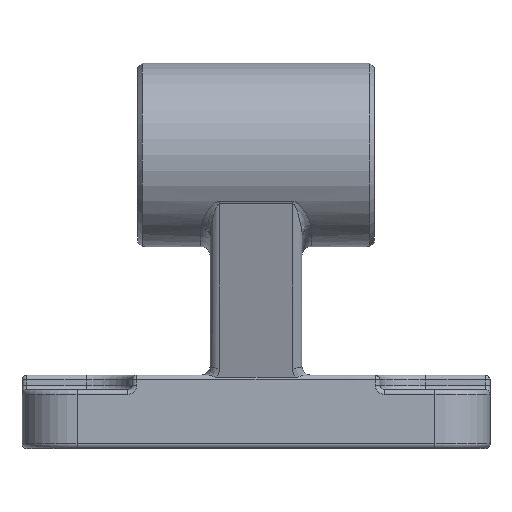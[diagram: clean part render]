
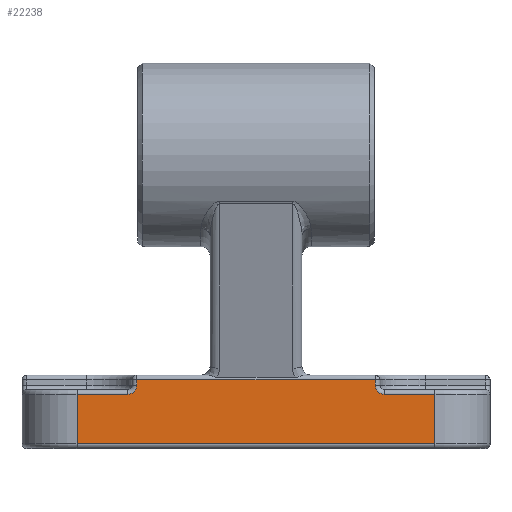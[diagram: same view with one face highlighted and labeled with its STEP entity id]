
A CAD part, top view. The second image highlights one B-rep face of the part: STEP entity #22238.
In plain terms, the highlighted planar face has unit normal (0, 0, 1).
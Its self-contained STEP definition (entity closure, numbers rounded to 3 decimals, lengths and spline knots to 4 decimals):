
#523=CIRCLE($,#23013,0.1);
#524=CIRCLE($,#23014,0.1);
#1177=PLANE($,#23012);
#2209=FACE_OUTER_BOUND($,#3577,.T.);
#3577=EDGE_LOOP($,(#19258,#19259,#19260,#19261,#19262,#19263,#19264,#19265,
#19266,#19267));
#5113=LINE($,#44733,#6535);
#5125=LINE($,#44784,#6547);
#5126=LINE($,#44788,#6548);
#5127=LINE($,#44790,#6549);
#5128=LINE($,#44794,#6550);
#5129=LINE($,#44796,#6551);
#5130=LINE($,#44798,#6552);
#5131=LINE($,#44801,#6553);
#6535=VECTOR($,#25748,3.9);
#6547=VECTOR($,#25806,0.54);
#6548=VECTOR($,#25811,0.54);
#6549=VECTOR($,#25812,0.55);
#6550=VECTOR($,#25815,0.06);
#6551=VECTOR($,#25816,2.6);
#6552=VECTOR($,#25817,0.06);
#6553=VECTOR($,#25820,0.55);
#10035=VERTEX_POINT($,#44729);
#10036=VERTEX_POINT($,#44731);
#10052=VERTEX_POINT($,#44783);
#10053=VERTEX_POINT($,#44787);
#10054=VERTEX_POINT($,#44789);
#10055=VERTEX_POINT($,#44791);
#10056=VERTEX_POINT($,#44793);
#10057=VERTEX_POINT($,#44795);
#10058=VERTEX_POINT($,#44797);
#10059=VERTEX_POINT($,#44799);
#13112=EDGE_CURVE($,#10036,#10035,#5113,.T.);
#13137=EDGE_CURVE($,#10035,#10052,#5125,.T.);
#13139=EDGE_CURVE($,#10036,#10053,#5126,.T.);
#13140=EDGE_CURVE($,#10054,#10053,#5127,.T.);
#13141=EDGE_CURVE($,#10055,#10054,#523,.T.);
#13142=EDGE_CURVE($,#10056,#10055,#5128,.T.);
#13143=EDGE_CURVE($,#10057,#10056,#5129,.T.);
#13144=EDGE_CURVE($,#10058,#10057,#5130,.T.);
#13145=EDGE_CURVE($,#10059,#10058,#524,.T.);
#13146=EDGE_CURVE($,#10052,#10059,#5131,.T.);
#19258=ORIENTED_EDGE($,*,*,#13112,.F.);
#19259=ORIENTED_EDGE($,*,*,#13139,.T.);
#19260=ORIENTED_EDGE($,*,*,#13140,.F.);
#19261=ORIENTED_EDGE($,*,*,#13141,.F.);
#19262=ORIENTED_EDGE($,*,*,#13142,.F.);
#19263=ORIENTED_EDGE($,*,*,#13143,.F.);
#19264=ORIENTED_EDGE($,*,*,#13144,.F.);
#19265=ORIENTED_EDGE($,*,*,#13145,.F.);
#19266=ORIENTED_EDGE($,*,*,#13146,.F.);
#19267=ORIENTED_EDGE($,*,*,#13137,.F.);
#22238=ADVANCED_FACE($,(#2209),#1177,.T.);
#23012=AXIS2_PLACEMENT_3D($,#44786,#25809,#25810);
#23013=AXIS2_PLACEMENT_3D($,#44792,#25813,#25814);
#23014=AXIS2_PLACEMENT_3D($,#44800,#25818,#25819);
#25748=DIRECTION($,(-1.,0.,0.));
#25806=DIRECTION($,(0.,1.,0.));
#25809=DIRECTION('center_axis',(0.,0.,1.));
#25810=DIRECTION('ref_axis',(1.,0.,0.));
#25811=DIRECTION($,(0.,1.,0.));
#25812=DIRECTION($,(1.,0.,0.));
#25813=DIRECTION('center_axis',(0.,0.,1.));
#25814=DIRECTION('ref_axis',(-0.707,-0.707,0.));
#25815=DIRECTION($,(0.,-1.,0.));
#25816=DIRECTION($,(1.,0.,0.));
#25817=DIRECTION($,(0.,1.,0.));
#25818=DIRECTION('center_axis',(0.,0.,1.));
#25819=DIRECTION('ref_axis',(0.707,-0.707,0.));
#25820=DIRECTION($,(1.,0.,0.));
#44729=CARTESIAN_POINT('',(-1.95,0.05,1.55));
#44731=CARTESIAN_POINT('',(1.95,0.05,1.55));
#44733=CARTESIAN_POINT($,(1.95,0.05,1.55));
#44783=CARTESIAN_POINT('',(-1.95,0.59,1.55));
#44784=CARTESIAN_POINT($,(-1.95,0.05,1.55));
#44786=CARTESIAN_POINT('Origin',(1.95,0.,1.55));
#44787=CARTESIAN_POINT('',(1.95,0.59,1.55));
#44788=CARTESIAN_POINT($,(1.95,0.05,1.55));
#44789=CARTESIAN_POINT('',(1.4,0.59,1.55));
#44790=CARTESIAN_POINT($,(1.4,0.59,1.55));
#44791=CARTESIAN_POINT('',(1.3,0.69,1.55));
#44792=CARTESIAN_POINT('Origin',(1.4,0.69,1.55));
#44793=CARTESIAN_POINT('',(1.3,0.75,1.55));
#44794=CARTESIAN_POINT($,(1.3,0.75,1.55));
#44795=CARTESIAN_POINT('',(-1.3,0.75,1.55));
#44796=CARTESIAN_POINT($,(-1.3,0.75,1.55));
#44797=CARTESIAN_POINT('',(-1.3,0.69,1.55));
#44798=CARTESIAN_POINT($,(-1.3,0.69,1.55));
#44799=CARTESIAN_POINT('',(-1.4,0.59,1.55));
#44800=CARTESIAN_POINT('Origin',(-1.4,0.69,1.55));
#44801=CARTESIAN_POINT($,(-1.95,0.59,1.55));
